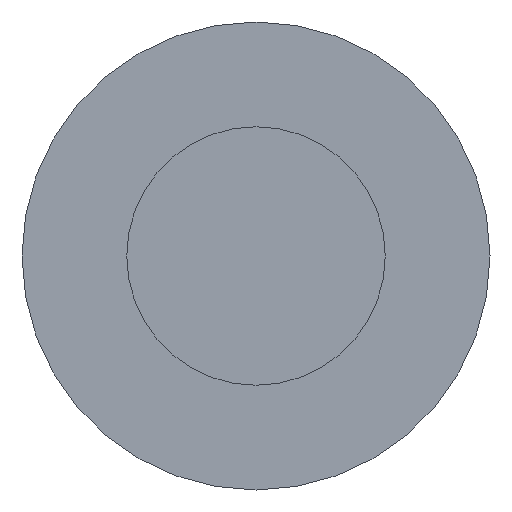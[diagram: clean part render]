
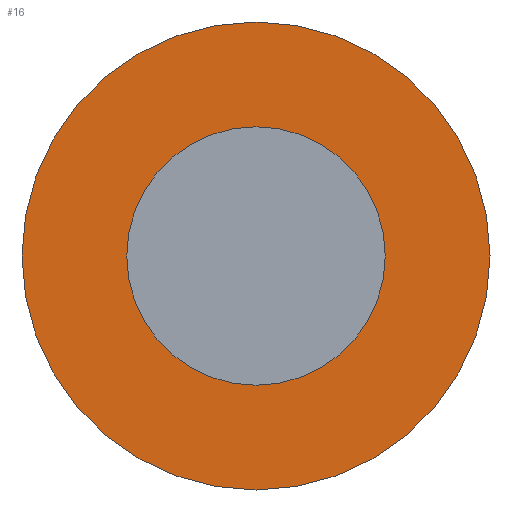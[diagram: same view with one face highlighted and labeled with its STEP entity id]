
A CAD part, left-side view. The second image highlights one B-rep face of the part: STEP entity #16.
In plain terms, the highlighted planar face has unit normal (-1, 0, 0).
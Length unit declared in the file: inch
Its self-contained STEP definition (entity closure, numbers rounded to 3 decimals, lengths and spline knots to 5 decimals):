
#9 = CARTESIAN_POINT ( 'NONE',  ( -0.03, 0., 0. ) ) ;
#13 = DIRECTION ( 'NONE',  ( 1., 0., 0. ) ) ;
#14 = DIRECTION ( 'NONE',  ( 0., 0., -1. ) ) ;
#16 = ADVANCED_FACE ( 'NONE', ( #50, #337 ), #526, .T. ) ;
#50 = FACE_BOUND ( 'NONE', #231, .T. ) ;
#52 = CARTESIAN_POINT ( 'NONE',  ( -0.03, 0., 0. ) ) ;
#53 = DIRECTION ( 'NONE',  ( 1., 0., 0. ) ) ;
#56 = DIRECTION ( 'NONE',  ( 0., 0., -1. ) ) ;
#106 = ORIENTED_EDGE ( 'NONE', *, *, #155, .F. ) ;
#155 = EDGE_CURVE ( 'NONE', #554, #668, #453, .T. ) ;
#159 = EDGE_CURVE ( 'NONE', #449, #576, #478, .T. ) ;
#196 = EDGE_CURVE ( 'NONE', #668, #554, #531, .T. ) ;
#198 = EDGE_CURVE ( 'NONE', #576, #449, #577, .T. ) ;
#214 = ORIENTED_EDGE ( 'NONE', *, *, #198, .T. ) ;
#222 = AXIS2_PLACEMENT_3D ( 'NONE', #533, #532, #524 ) ;
#231 = EDGE_LOOP ( 'NONE', ( #683, #214 ) ) ;
#277 = AXIS2_PLACEMENT_3D ( 'NONE', #9, #13, #14 ) ;
#280 = AXIS2_PLACEMENT_3D ( 'NONE', #52, #53, #56 ) ;
#304 = CARTESIAN_POINT ( 'NONE',  ( -0.03, 0., 0.1575 ) ) ;
#310 = ORIENTED_EDGE ( 'NONE', *, *, #196, .F. ) ;
#313 = CARTESIAN_POINT ( 'NONE',  ( -0.03, 0., 0.087 ) ) ;
#319 = AXIS2_PLACEMENT_3D ( 'NONE', #480, #491, #503 ) ;
#323 = AXIS2_PLACEMENT_3D ( 'NONE', #514, #516, #523 ) ;
#337 = FACE_OUTER_BOUND ( 'NONE', #347, .T. ) ;
#347 = EDGE_LOOP ( 'NONE', ( #310, #106 ) ) ;
#449 = VERTEX_POINT ( 'NONE', #674 ) ;
#453 = CIRCLE ( 'NONE', #277, 0.1575 ) ;
#478 = CIRCLE ( 'NONE', #280, 0.087 ) ;
#480 = CARTESIAN_POINT ( 'NONE',  ( -0.03, 0., 0. ) ) ;
#491 = DIRECTION ( 'NONE',  ( 1., 0., 0. ) ) ;
#503 = DIRECTION ( 'NONE',  ( 0., 0., -1. ) ) ;
#514 = CARTESIAN_POINT ( 'NONE',  ( -0.03, 0., 0. ) ) ;
#516 = DIRECTION ( 'NONE',  ( 1., 0., 0. ) ) ;
#523 = DIRECTION ( 'NONE',  ( 0., 0., -1. ) ) ;
#524 = DIRECTION ( 'NONE',  ( 0., 0., 1. ) ) ;
#526 = PLANE ( 'NONE',  #222 ) ;
#531 = CIRCLE ( 'NONE', #319, 0.1575 ) ;
#532 = DIRECTION ( 'NONE',  ( -1., 0., 0. ) ) ;
#533 = CARTESIAN_POINT ( 'NONE',  ( -0.03, 0., -0.1575 ) ) ;
#554 = VERTEX_POINT ( 'NONE', #304 ) ;
#576 = VERTEX_POINT ( 'NONE', #313 ) ;
#577 = CIRCLE ( 'NONE', #323, 0.087 ) ;
#616 = CARTESIAN_POINT ( 'NONE',  ( -0.03, 0., -0.1575 ) ) ;
#668 = VERTEX_POINT ( 'NONE', #616 ) ;
#674 = CARTESIAN_POINT ( 'NONE',  ( -0.03, 0., -0.087 ) ) ;
#683 = ORIENTED_EDGE ( 'NONE', *, *, #159, .T. ) ;
